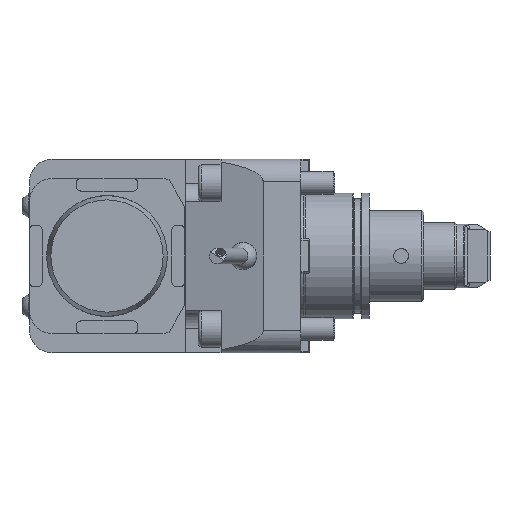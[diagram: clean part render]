
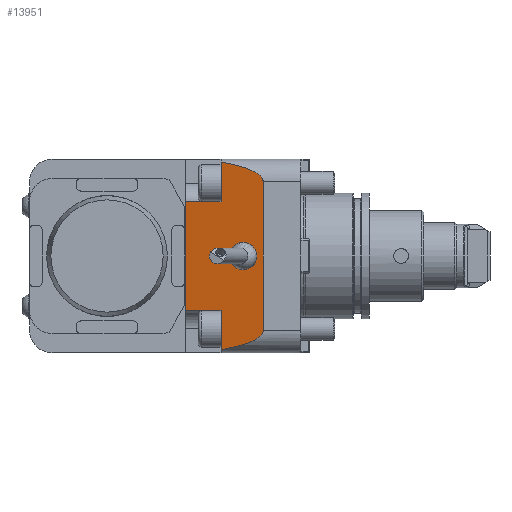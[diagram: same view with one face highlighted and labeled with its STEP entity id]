
A CAD part, left-side view. The second image highlights one B-rep face of the part: STEP entity #13951.
In plain terms, the highlighted planar face has unit normal (-0.966, 0.259, 0).
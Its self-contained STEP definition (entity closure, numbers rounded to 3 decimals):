
#705 = CARTESIAN_POINT ( 'NONE',  ( -49., 70.474, 36.144 ) ) ;
#750 = CARTESIAN_POINT ( 'NONE',  ( -39.883, 104.5, -23.75 ) ) ;
#1175 = ORIENTED_EDGE ( 'NONE', *, *, #23747, .T. ) ;
#1281 = CARTESIAN_POINT ( 'NONE',  ( -49., 70.474, -32.5 ) ) ;
#1757 = DIRECTION ( 'NONE',  ( -0.966, 0.259, 0. ) ) ;
#1959 = VERTEX_POINT ( 'NONE', #8382 ) ;
#2733 = LINE ( 'NONE', #12437, #30361 ) ;
#2774 =( BOUNDED_CURVE ( )  B_SPLINE_CURVE ( 3, ( #22098, #705, #22248, #8051 ),
 .UNSPECIFIED., .F., .T. ) 
 B_SPLINE_CURVE_WITH_KNOTS ( ( 4, 4 ),
 ( 3.142, 4.185 ),
 .UNSPECIFIED. ) 
 CURVE ( )  GEOMETRIC_REPRESENTATION_ITEM ( )  RATIONAL_B_SPLINE_CURVE ( ( 1., 0.911, 0.911, 1. ) ) 
 REPRESENTATION_ITEM ( '' )  );
#2864 = DIRECTION ( 'NONE',  ( 0., 0., 1. ) ) ;
#2981 = EDGE_LOOP ( 'NONE', ( #5370 ) ) ;
#3670 = ORIENTED_EDGE ( 'NONE', *, *, #29248, .T. ) ;
#4792 = CARTESIAN_POINT ( 'NONE',  ( -49., 70.474, -32.5 ) ) ;
#4992 = VERTEX_POINT ( 'NONE', #9843 ) ;
#5064 = VECTOR ( 'NONE', #10411, 1000. ) ;
#5127 = CARTESIAN_POINT ( 'NONE',  ( -44.036, 89., 23.75 ) ) ;
#5370 = ORIENTED_EDGE ( 'NONE', *, *, #28180, .F. ) ;
#5797 = CARTESIAN_POINT ( 'NONE',  ( -44.036, 89., -23.75 ) ) ;
#5819 = ORIENTED_EDGE ( 'NONE', *, *, #23309, .T. ) ;
#6300 = VERTEX_POINT ( 'NONE', #1281 ) ;
#6851 = VERTEX_POINT ( 'NONE', #23253 ) ;
#7682 = ORIENTED_EDGE ( 'NONE', *, *, #17668, .T. ) ;
#8051 = CARTESIAN_POINT ( 'NONE',  ( -44.036, 89., 41.139 ) ) ;
#8274 = FACE_OUTER_BOUND ( 'NONE', #11177, .T. ) ;
#8382 = CARTESIAN_POINT ( 'NONE',  ( -44.036, 89., -23.75 ) ) ;
#8536 = VERTEX_POINT ( 'NONE', #25559 ) ;
#9843 = CARTESIAN_POINT ( 'NONE',  ( -44.036, 89., -41.139 ) ) ;
#10080 = LINE ( 'NONE', #5797, #5064 ) ;
#10411 = DIRECTION ( 'NONE',  ( 0., 0., -1. ) ) ;
#10826 = FACE_BOUND ( 'NONE', #2981, .T. ) ;
#11177 = EDGE_LOOP ( 'NONE', ( #17728, #1175, #3670, #15572, #19679, #12790, #7682, #5819 ) ) ;
#12415 = LINE ( 'NONE', #4792, #17346 ) ;
#12437 = CARTESIAN_POINT ( 'NONE',  ( -44.036, 89., 41.139 ) ) ;
#12510 = LINE ( 'NONE', #17785, #16666 ) ;
#12790 = ORIENTED_EDGE ( 'NONE', *, *, #18993, .T. ) ;
#13951 = ADVANCED_FACE ( 'NONE', ( #8274, #10826 ), #20561, .T. ) ;
#14234 = DIRECTION ( 'NONE',  ( 0.259, 0.966, 0. ) ) ;
#14434 = VERTEX_POINT ( 'NONE', #15176 ) ;
#14727 = VECTOR ( 'NONE', #14234, 1000. ) ;
#14934 = DIRECTION ( 'NONE',  ( 0., 0., -1. ) ) ;
#15176 = CARTESIAN_POINT ( 'NONE',  ( -39.883, 104.5, -23.75 ) ) ;
#15572 = ORIENTED_EDGE ( 'NONE', *, *, #19953, .T. ) ;
#16049 = EDGE_CURVE ( 'NONE', #8536, #26982, #2733, .T. ) ;
#16465 = CARTESIAN_POINT ( 'NONE',  ( -49., 70.474, -36.144 ) ) ;
#16666 = VECTOR ( 'NONE', #14934, 1000. ) ;
#17346 = VECTOR ( 'NONE', #2864, 1000. ) ;
#17533 = DIRECTION ( 'NONE',  ( -0.259, -0.966, 0. ) ) ;
#17653 = CARTESIAN_POINT ( 'NONE',  ( -39.883, 104.5, 23.75 ) ) ;
#17668 = EDGE_CURVE ( 'NONE', #6300, #31476, #12415, .T. ) ;
#17728 = ORIENTED_EDGE ( 'NONE', *, *, #16049, .T. ) ;
#17785 = CARTESIAN_POINT ( 'NONE',  ( -39.883, 104.5, 23.75 ) ) ;
#18993 = EDGE_CURVE ( 'NONE', #4992, #6300, #21299, .T. ) ;
#19679 = ORIENTED_EDGE ( 'NONE', *, *, #28663, .T. ) ;
#19953 = EDGE_CURVE ( 'NONE', #14434, #1959, #22597, .T. ) ;
#20218 = VERTEX_POINT ( 'NONE', #17653 ) ;
#20561 = PLANE ( 'NONE',  #22109 ) ;
#21036 = VECTOR ( 'NONE', #17533, 1000. ) ;
#21299 =( BOUNDED_CURVE ( )  B_SPLINE_CURVE ( 3, ( #24085, #26467, #16465, #31092 ),
 .UNSPECIFIED., .F., .T. ) 
 B_SPLINE_CURVE_WITH_KNOTS ( ( 4, 4 ),
 ( 2.099, 3.142 ),
 .UNSPECIFIED. ) 
 CURVE ( )  GEOMETRIC_REPRESENTATION_ITEM ( )  RATIONAL_B_SPLINE_CURVE ( ( 1., 0.911, 0.911, 1. ) ) 
 REPRESENTATION_ITEM ( '' )  );
#21888 = AXIS2_PLACEMENT_3D ( 'NONE', #29561, #1757, #28494 ) ;
#22004 = CARTESIAN_POINT ( 'NONE',  ( -44.036, 89., 23.75 ) ) ;
#22098 = CARTESIAN_POINT ( 'NONE',  ( -49., 70.474, 32.5 ) ) ;
#22109 = AXIS2_PLACEMENT_3D ( 'NONE', #30245, #23074, #27999 ) ;
#22248 = CARTESIAN_POINT ( 'NONE',  ( -47.184, 77.25, 39.304 ) ) ;
#22597 = LINE ( 'NONE', #750, #21036 ) ;
#23074 = DIRECTION ( 'NONE',  ( -0.966, 0.259, 0. ) ) ;
#23253 = CARTESIAN_POINT ( 'NONE',  ( -48.239, 73.314, 0. ) ) ;
#23309 = EDGE_CURVE ( 'NONE', #31476, #8536, #2774, .T. ) ;
#23747 = EDGE_CURVE ( 'NONE', #26982, #20218, #24252, .T. ) ;
#24085 = CARTESIAN_POINT ( 'NONE',  ( -44.036, 89., -41.139 ) ) ;
#24252 = LINE ( 'NONE', #5127, #14727 ) ;
#25449 = CIRCLE ( 'NONE', #21888, 5.809 ) ;
#25559 = CARTESIAN_POINT ( 'NONE',  ( -44.036, 89., 41.139 ) ) ;
#26467 = CARTESIAN_POINT ( 'NONE',  ( -47.184, 77.25, -39.304 ) ) ;
#26982 = VERTEX_POINT ( 'NONE', #22004 ) ;
#27999 = DIRECTION ( 'NONE',  ( -0.259, -0.966, 0. ) ) ;
#28180 = EDGE_CURVE ( 'NONE', #6851, #6851, #25449, .T. ) ;
#28494 = DIRECTION ( 'NONE',  ( -0.259, -0.966, 0. ) ) ;
#28663 = EDGE_CURVE ( 'NONE', #1959, #4992, #10080, .T. ) ;
#28835 = DIRECTION ( 'NONE',  ( 0., 0., -1. ) ) ;
#29248 = EDGE_CURVE ( 'NONE', #20218, #14434, #12510, .T. ) ;
#29561 = CARTESIAN_POINT ( 'NONE',  ( -46.735, 78.926, 0. ) ) ;
#30245 = CARTESIAN_POINT ( 'NONE',  ( -39., 107.794, -32.5 ) ) ;
#30361 = VECTOR ( 'NONE', #28835, 1000. ) ;
#30616 = CARTESIAN_POINT ( 'NONE',  ( -49., 70.474, 32.5 ) ) ;
#31092 = CARTESIAN_POINT ( 'NONE',  ( -49., 70.474, -32.5 ) ) ;
#31476 = VERTEX_POINT ( 'NONE', #30616 ) ;
